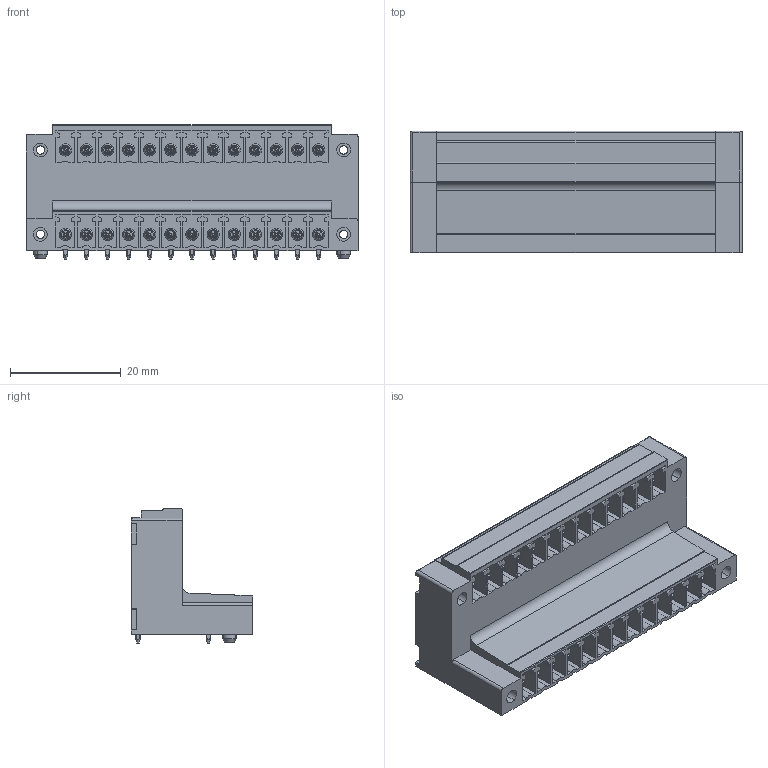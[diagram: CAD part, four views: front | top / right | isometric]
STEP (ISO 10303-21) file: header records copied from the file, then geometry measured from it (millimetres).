
FILE_DESCRIPTION(('CATIA V5 STEP Exchange','CAx-IF Rec.Pracs.--- Model Styling and Organization---1.2---2011-12-15'),'2;1');
FILE_NAME ('D1447294_0', '2018-10-15T12:58:33+00:00', ('none'), ('Weidmueller'), 'CATIA Version 5-6 Release 2014', 'CATIA V5 STEP AP214', 'none');
FILE_SCHEMA(('AUTOMOTIVE_DESIGN { 1 0 10303 214 1 1 1 1 }'));
Products named in the file (1): 1034430000
Bounding box: 59.92 x 21.9 x 24.2 mm (x, y, z)
Volume: 11787.3 mm3; surface area: 14199 mm2
Topology: 27 solids, 27 shells, 1784 faces, 4886 edges, 3218 vertices
Faces by surface type: plane 1098, cylinder 470, cone 138, torus 52, revolution 26
Entity records: 55966 total; most frequent: CARTESIAN_POINT 15375, ORIENTED_EDGE 9772, DIRECTION 5887, EDGE_CURVE 4886, VECTOR 3384, LINE 3384, VERTEX_POINT 3218, EDGE_LOOP 1906
